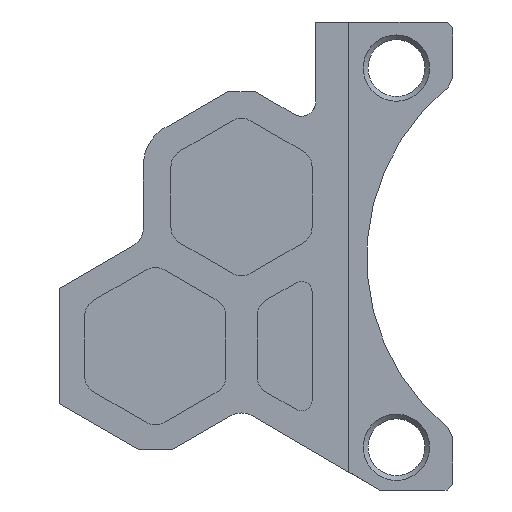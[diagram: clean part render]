
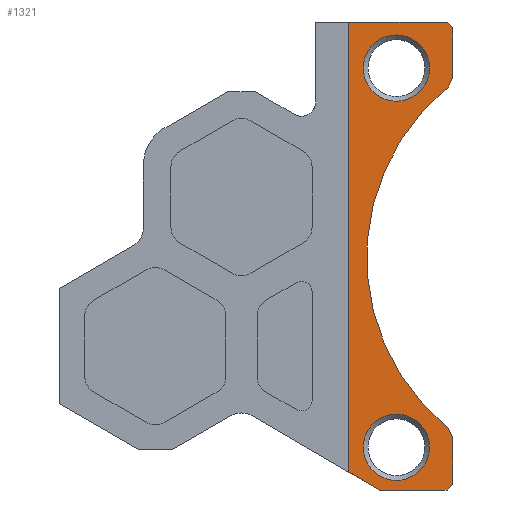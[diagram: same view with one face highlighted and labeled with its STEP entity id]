
A CAD part, left-side view. The second image highlights one B-rep face of the part: STEP entity #1321.
In plain terms, the highlighted planar face has unit normal (-1, 0, 0).
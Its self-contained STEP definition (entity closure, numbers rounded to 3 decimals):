
#50=FACE_BOUND('',#156,.T.);
#51=FACE_BOUND('',#157,.T.);
#79=FACE_OUTER_BOUND('',#155,.T.);
#155=EDGE_LOOP('',(#1047,#1048,#1049,#1050,#1051,#1052,#1053,#1054,#1055,
#1056,#1057));
#156=EDGE_LOOP('',(#1058));
#157=EDGE_LOOP('',(#1059));
#258=LINE('',#2132,#396);
#271=LINE('',#2156,#409);
#274=LINE('',#2162,#412);
#279=LINE('',#2174,#417);
#283=LINE('',#2181,#421);
#289=LINE('',#2213,#427);
#290=LINE('',#2215,#428);
#291=LINE('',#2216,#429);
#292=LINE('',#2217,#430);
#293=LINE('',#2218,#431);
#396=VECTOR('',#1628,10.);
#409=VECTOR('',#1661,5.709);
#412=VECTOR('',#1666,3.896);
#417=VECTOR('',#1677,4.177);
#421=VECTOR('',#1683,8.274);
#427=VECTOR('',#1701,37.999);
#428=VECTOR('',#1704,0.707);
#429=VECTOR('',#1705,0.902);
#430=VECTOR('',#1706,0.902);
#431=VECTOR('',#1707,0.707);
#516=CIRCLE('',#1429,18.5);
#517=CIRCLE('',#1439,2.8);
#518=CIRCLE('',#1440,2.8);
#619=VERTEX_POINT('',#2129);
#620=VERTEX_POINT('',#2131);
#621=VERTEX_POINT('',#2154);
#622=VERTEX_POINT('',#2158);
#623=VERTEX_POINT('',#2160);
#624=VERTEX_POINT('',#2164);
#625=VERTEX_POINT('',#2166);
#626=VERTEX_POINT('',#2170);
#627=VERTEX_POINT('',#2172);
#628=VERTEX_POINT('',#2176);
#629=VERTEX_POINT('',#2179);
#630=VERTEX_POINT('',#2219);
#631=VERTEX_POINT('',#2221);
#754=EDGE_CURVE('',#620,#619,#258,.T.);
#767=EDGE_CURVE('',#619,#621,#271,.T.);
#770=EDGE_CURVE('',#623,#622,#274,.T.);
#773=EDGE_CURVE('',#625,#624,#516,.T.);
#776=EDGE_CURVE('',#627,#626,#279,.T.);
#780=EDGE_CURVE('',#629,#628,#283,.T.);
#786=EDGE_CURVE('',#620,#629,#289,.T.);
#787=EDGE_CURVE('',#621,#622,#290,.T.);
#788=EDGE_CURVE('',#623,#624,#291,.T.);
#789=EDGE_CURVE('',#625,#626,#292,.T.);
#790=EDGE_CURVE('',#627,#628,#293,.T.);
#791=EDGE_CURVE('',#630,#630,#517,.T.);
#792=EDGE_CURVE('',#631,#631,#518,.T.);
#1047=ORIENTED_EDGE('',*,*,#767,.T.);
#1048=ORIENTED_EDGE('',*,*,#787,.T.);
#1049=ORIENTED_EDGE('',*,*,#770,.F.);
#1050=ORIENTED_EDGE('',*,*,#788,.T.);
#1051=ORIENTED_EDGE('',*,*,#773,.F.);
#1052=ORIENTED_EDGE('',*,*,#789,.T.);
#1053=ORIENTED_EDGE('',*,*,#776,.F.);
#1054=ORIENTED_EDGE('',*,*,#790,.T.);
#1055=ORIENTED_EDGE('',*,*,#780,.F.);
#1056=ORIENTED_EDGE('',*,*,#786,.F.);
#1057=ORIENTED_EDGE('',*,*,#754,.T.);
#1058=ORIENTED_EDGE('',*,*,#791,.F.);
#1059=ORIENTED_EDGE('',*,*,#792,.F.);
#1270=PLANE('',#1438);
#1321=ADVANCED_FACE('',(#79,#50,#51),#1270,.T.);
#1429=AXIS2_PLACEMENT_3D('',#2168,#1671,#1672);
#1438=AXIS2_PLACEMENT_3D('',#2214,#1702,#1703);
#1439=AXIS2_PLACEMENT_3D('',#2220,#1708,#1709);
#1440=AXIS2_PLACEMENT_3D('',#2222,#1710,#1711);
#1628=DIRECTION('',(0.,-0.863,-0.505));
#1661=DIRECTION('',(0.,-1.,0.));
#1666=DIRECTION('',(0.,0.,-1.));
#1671=DIRECTION('center_axis',(-1.,0.,0.));
#1672=DIRECTION('ref_axis',(0.,0.,-1.));
#1677=DIRECTION('',(0.,0.,-1.));
#1683=DIRECTION('',(0.,-1.,0.));
#1701=DIRECTION('',(0.,0.,1.));
#1702=DIRECTION('center_axis',(-1.,0.,0.));
#1703=DIRECTION('ref_axis',(0.,0.,-1.));
#1704=DIRECTION('',(0.,-0.707,0.707));
#1705=DIRECTION('',(0.,0.431,0.902));
#1706=DIRECTION('',(0.,-0.431,0.902));
#1707=DIRECTION('',(0.,0.707,0.707));
#1708=DIRECTION('center_axis',(-1.,0.,0.));
#1709=DIRECTION('ref_axis',(0.,0.,-1.));
#1710=DIRECTION('center_axis',(-1.,0.,0.));
#1711=DIRECTION('ref_axis',(0.,0.,-1.));
#2129=CARTESIAN_POINT('',(-102.407,3.435,-191.266));
#2131=CARTESIAN_POINT('',(-102.407,6.,-189.765));
#2132=CARTESIAN_POINT('',(-102.407,6.,-189.765));
#2154=CARTESIAN_POINT('',(-102.407,-2.274,-191.266));
#2156=CARTESIAN_POINT('',(-102.407,3.435,-191.266));
#2158=CARTESIAN_POINT('',(-102.407,-2.774,-190.766));
#2160=CARTESIAN_POINT('',(-102.407,-2.774,-186.87));
#2162=CARTESIAN_POINT('',(-102.407,-2.774,-186.87));
#2164=CARTESIAN_POINT('',(-102.407,-2.385,-186.056));
#2166=CARTESIAN_POINT('',(-102.407,-2.385,-157.257));
#2168=CARTESIAN_POINT('Origin',(-102.407,-14.,-171.657));
#2170=CARTESIAN_POINT('',(-102.407,-2.774,-156.443));
#2172=CARTESIAN_POINT('',(-102.407,-2.774,-152.266));
#2174=CARTESIAN_POINT('',(-102.407,-2.774,-152.266));
#2176=CARTESIAN_POINT('',(-102.407,-2.274,-151.766));
#2179=CARTESIAN_POINT('',(-102.407,6.,-151.766));
#2181=CARTESIAN_POINT('',(-102.407,6.,-151.766));
#2213=CARTESIAN_POINT('',(-102.407,6.,-189.765));
#2214=CARTESIAN_POINT('Origin',(-102.407,15.951,-172.086));
#2215=CARTESIAN_POINT('',(-102.407,-2.274,-191.266));
#2216=CARTESIAN_POINT('',(-102.407,-2.774,-186.87));
#2217=CARTESIAN_POINT('',(-102.407,-2.385,-157.257));
#2218=CARTESIAN_POINT('',(-102.407,-2.774,-152.266));
#2219=CARTESIAN_POINT('',(-102.407,2.,-152.857));
#2220=CARTESIAN_POINT('Origin',(-102.407,2.,-155.657));
#2221=CARTESIAN_POINT('',(-102.407,2.,-184.857));
#2222=CARTESIAN_POINT('Origin',(-102.407,2.,-187.657));
